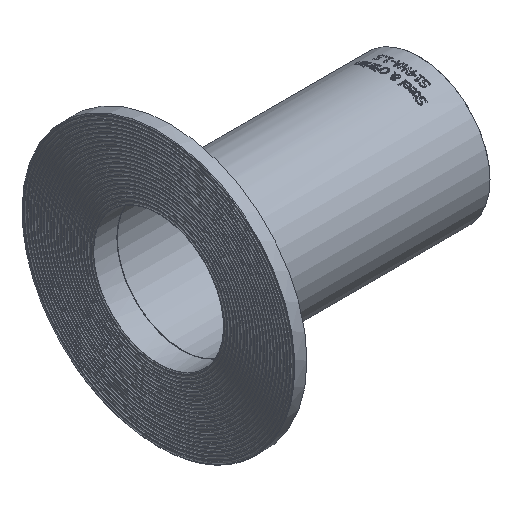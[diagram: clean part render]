
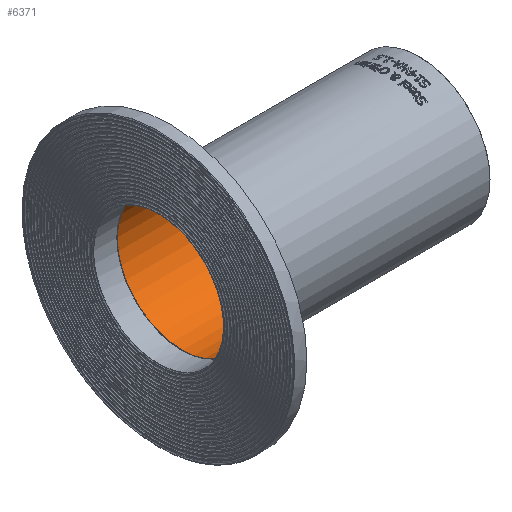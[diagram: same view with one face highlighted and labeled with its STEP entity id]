
A CAD part, isometric view. The second image highlights one B-rep face of the part: STEP entity #6371.
In plain terms, the highlighted cylindrical face has radius 17.399 mm (diameter 34.798 mm), a full revolution.
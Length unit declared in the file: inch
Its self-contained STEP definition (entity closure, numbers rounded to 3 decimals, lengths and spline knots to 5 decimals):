
#101=FACE_BOUND('',#1158,.T.);
#765=FACE_OUTER_BOUND('',#1157,.T.);
#1157=EDGE_LOOP('',(#5926));
#1158=EDGE_LOOP('',(#5927));
#1328=CIRCLE('',#6773,0.685);
#1331=CIRCLE('',#6778,0.685);
#3123=VERTEX_POINT('',#13919);
#3126=VERTEX_POINT('',#13927);
#4062=EDGE_CURVE('',#3123,#3123,#1328,.T.);
#4065=EDGE_CURVE('',#3126,#3126,#1331,.T.);
#5926=ORIENTED_EDGE('',*,*,#4065,.F.);
#5927=ORIENTED_EDGE('',*,*,#4062,.F.);
#6000=CYLINDRICAL_SURFACE('',#6777,0.685);
#6371=ADVANCED_FACE('',(#765,#101),#6000,.F.);
#6773=AXIS2_PLACEMENT_3D('',#13920,#8000,#8001);
#6777=AXIS2_PLACEMENT_3D('',#13926,#8008,#8009);
#6778=AXIS2_PLACEMENT_3D('',#13928,#8010,#8011);
#8000=DIRECTION('center_axis',(-1.,0.,0.));
#8001=DIRECTION('ref_axis',(0.,0.,
-1.));
#8008=DIRECTION('center_axis',(-1.,0.,0.));
#8009=DIRECTION('ref_axis',(0.,0.,
-1.));
#8010=DIRECTION('center_axis',(1.,0.,0.));
#8011=DIRECTION('ref_axis',(0.,0.,
-1.));
#13919=CARTESIAN_POINT('',(2.745,0.,0.685));
#13920=CARTESIAN_POINT('Origin',(2.745,0.,0.));
#13926=CARTESIAN_POINT('Origin',(2.75,0.,0.));
#13927=CARTESIAN_POINT('',(0.255,0.,0.685));
#13928=CARTESIAN_POINT('Origin',(0.255,0.,
0.));
